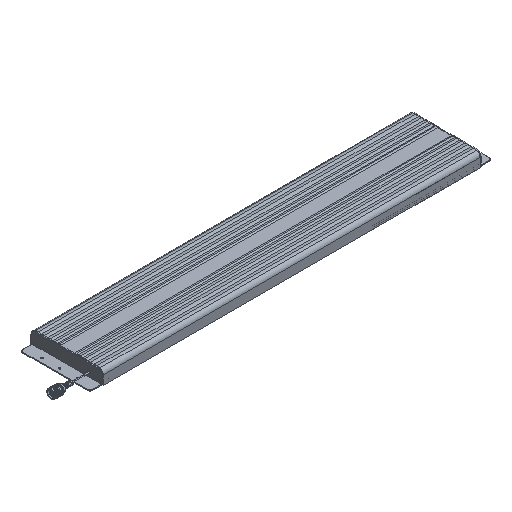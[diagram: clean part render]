
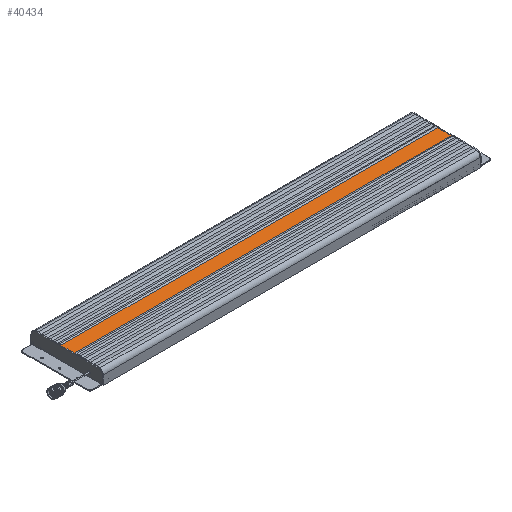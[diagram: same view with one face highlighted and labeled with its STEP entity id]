
A CAD part, isometric view. The second image highlights one B-rep face of the part: STEP entity #40434.
In plain terms, the highlighted planar face has unit normal (0, 0, 1).
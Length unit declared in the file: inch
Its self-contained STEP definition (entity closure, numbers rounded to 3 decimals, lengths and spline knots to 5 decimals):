
#951 = CARTESIAN_POINT ( 'NONE',  ( 457.35137, -327.11277, 1.17915 ) ) ;
#6921 = CARTESIAN_POINT ( 'NONE',  ( 490.61909, -327.11277, 1.17915 ) ) ;
#7285 = DIRECTION ( 'NONE',  ( 0., -1., 0. ) ) ;
#8315 = ORIENTED_EDGE ( 'NONE', *, *, #75065, .T. ) ;
#12974 = LINE ( 'NONE', #29017, #18638 ) ;
#18638 = VECTOR ( 'NONE', #77126, 39.37008 ) ;
#18741 = LINE ( 'NONE', #65241, #45410 ) ;
#19468 = CARTESIAN_POINT ( 'NONE',  ( 490.61909, -327.11277, 1.17915 ) ) ;
#21797 = CARTESIAN_POINT ( 'NONE',  ( 490.61909, -327.11277, 1.17915 ) ) ;
#22804 = PLANE ( 'NONE',  #58670 ) ;
#29017 = CARTESIAN_POINT ( 'NONE',  ( 490.61909, -327.11277, 1.17915 ) ) ;
#30320 = CARTESIAN_POINT ( 'NONE',  ( 490.61909, -328.29388, 1.17915 ) ) ;
#31272 = ORIENTED_EDGE ( 'NONE', *, *, #95632, .T. ) ;
#37004 = VECTOR ( 'NONE', #65856, 39.37008 ) ;
#39341 = FACE_OUTER_BOUND ( 'NONE', #74293, .T. ) ;
#40434 = ADVANCED_FACE ( 'NONE', ( #39341 ), #22804, .F. ) ;
#43321 = ORIENTED_EDGE ( 'NONE', *, *, #78880, .F. ) ;
#45410 = VECTOR ( 'NONE', #97924, 39.37008 ) ;
#49472 = DIRECTION ( 'NONE',  ( -1., 0., 0. ) ) ;
#52620 = ORIENTED_EDGE ( 'NONE', *, *, #93615, .F. ) ;
#53038 = VERTEX_POINT ( 'NONE', #6921 ) ;
#54933 = VERTEX_POINT ( 'NONE', #64524 ) ;
#57714 = LINE ( 'NONE', #19468, #59727 ) ;
#58626 = LINE ( 'NONE', #80971, #37004 ) ;
#58670 = AXIS2_PLACEMENT_3D ( 'NONE', #21797, #100986, #7285 ) ;
#59727 = VECTOR ( 'NONE', #49472, 39.37008 ) ;
#64524 = CARTESIAN_POINT ( 'NONE',  ( 457.35137, -328.29388, 1.17915 ) ) ;
#65241 = CARTESIAN_POINT ( 'NONE',  ( 490.61909, -328.29388, 1.17915 ) ) ;
#65693 = VERTEX_POINT ( 'NONE', #951 ) ;
#65856 = DIRECTION ( 'NONE',  ( 0., -1., 0. ) ) ;
#74293 = EDGE_LOOP ( 'NONE', ( #8315, #31272, #43321, #52620 ) ) ;
#75065 = EDGE_CURVE ( 'NONE', #53038, #65693, #57714, .T. ) ;
#77126 = DIRECTION ( 'NONE',  ( 0., -1., 0. ) ) ;
#78880 = EDGE_CURVE ( 'NONE', #88221, #54933, #18741, .T. ) ;
#80971 = CARTESIAN_POINT ( 'NONE',  ( 457.35137, -330.45923, 1.17915 ) ) ;
#88221 = VERTEX_POINT ( 'NONE', #30320 ) ;
#93615 = EDGE_CURVE ( 'NONE', #53038, #88221, #12974, .T. ) ;
#95632 = EDGE_CURVE ( 'NONE', #65693, #54933, #58626, .T. ) ;
#97924 = DIRECTION ( 'NONE',  ( -1., 0., 0. ) ) ;
#100986 = DIRECTION ( 'NONE',  ( 0., 0., -1. ) ) ;
